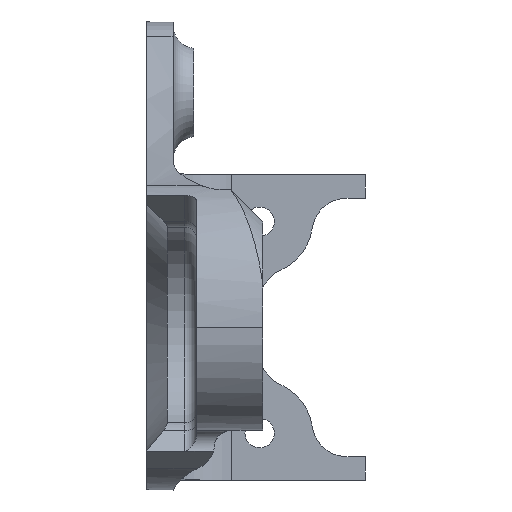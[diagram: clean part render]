
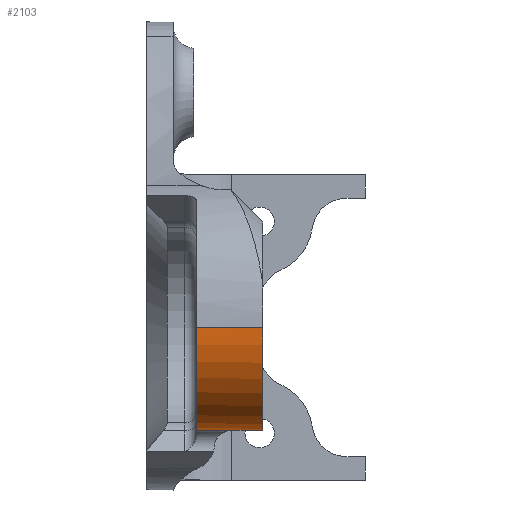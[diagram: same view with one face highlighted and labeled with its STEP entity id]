
A CAD part, front view. The second image highlights one B-rep face of the part: STEP entity #2103.
In plain terms, the highlighted cylindrical face has radius 17.5 mm (diameter 35 mm), a partial arc.
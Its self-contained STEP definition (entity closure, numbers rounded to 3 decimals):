
#47 = DIRECTION ( 'NONE',  ( 0., 0., -1. ) ) ;
#72 = EDGE_CURVE ( 'NONE', #924, #1367, #574, .T. ) ;
#107 = ORIENTED_EDGE ( 'NONE', *, *, #1461, .F. ) ;
#157 = DIRECTION ( 'NONE',  ( 1., 0., 0. ) ) ;
#161 = ORIENTED_EDGE ( 'NONE', *, *, #1370, .T. ) ;
#198 = ORIENTED_EDGE ( 'NONE', *, *, #1497, .T. ) ;
#210 = ORIENTED_EDGE ( 'NONE', *, *, #1032, .T. ) ;
#249 = CARTESIAN_POINT ( 'NONE',  ( -5.25, 0., -17.5 ) ) ;
#256 = VERTEX_POINT ( 'NONE', #854 ) ;
#396 = DIRECTION ( 'NONE',  ( -1., 0., 0. ) ) ;
#398 = VERTEX_POINT ( 'NONE', #249 ) ;
#574 = LINE ( 'NONE', #1248, #2670 ) ;
#660 = AXIS2_PLACEMENT_3D ( 'NONE', #2918, #396, #1327 ) ;
#668 = VERTEX_POINT ( 'NONE', #2198 ) ;
#745 = VECTOR ( 'NONE', #2239, 1000. ) ;
#760 = CIRCLE ( 'NONE', #2280, 17.5 ) ;
#777 = DIRECTION ( 'NONE',  ( 0., 0., -1. ) ) ;
#854 = CARTESIAN_POINT ( 'NONE',  ( -11.25, -0.61, -17.489 ) ) ;
#871 = DIRECTION ( 'NONE',  ( 0., 0., 1. ) ) ;
#924 = VERTEX_POINT ( 'NONE', #937 ) ;
#937 = CARTESIAN_POINT ( 'NONE',  ( -11.25, -17.5, 0. ) ) ;
#1032 = EDGE_CURVE ( 'NONE', #398, #2150, #1050, .T. ) ;
#1045 = CARTESIAN_POINT ( 'NONE',  ( -5.25, 0., 0. ) ) ;
#1050 = LINE ( 'NONE', #1929, #745 ) ;
#1074 = LINE ( 'NONE', #2906, #1172 ) ;
#1166 = CARTESIAN_POINT ( 'NONE',  ( 0., 0., 0. ) ) ;
#1172 = VECTOR ( 'NONE', #1982, 1000. ) ;
#1248 = CARTESIAN_POINT ( 'NONE',  ( -19.75, -17.5, 0. ) ) ;
#1327 = DIRECTION ( 'NONE',  ( 0., 0., 1. ) ) ;
#1367 = VERTEX_POINT ( 'NONE', #2398 ) ;
#1370 = EDGE_CURVE ( 'NONE', #668, #398, #1701, .T. ) ;
#1461 = EDGE_CURVE ( 'NONE', #256, #924, #2936, .T. ) ;
#1493 = EDGE_LOOP ( 'NONE', ( #161, #210, #2356, #1592, #107, #198 ) ) ;
#1497 = EDGE_CURVE ( 'NONE', #256, #668, #1074, .T. ) ;
#1572 = DIRECTION ( 'NONE',  ( 1., 0., 0. ) ) ;
#1592 = ORIENTED_EDGE ( 'NONE', *, *, #72, .F. ) ;
#1603 = AXIS2_PLACEMENT_3D ( 'NONE', #1045, #157, #871 ) ;
#1701 = CIRCLE ( 'NONE', #1603, 17.5 ) ;
#1813 = EDGE_CURVE ( 'NONE', #1367, #2150, #760, .T. ) ;
#1909 = CYLINDRICAL_SURFACE ( 'NONE', #2467, 17.5 ) ;
#1929 = CARTESIAN_POINT ( 'NONE',  ( -15.25, 0., -17.5 ) ) ;
#1982 = DIRECTION ( 'NONE',  ( 1., 0., 0. ) ) ;
#2103 = ADVANCED_FACE ( 'NONE', ( #2397 ), #1909, .T. ) ;
#2150 = VERTEX_POINT ( 'NONE', #2456 ) ;
#2198 = CARTESIAN_POINT ( 'NONE',  ( -5.25, -0.61, -17.489 ) ) ;
#2239 = DIRECTION ( 'NONE',  ( 1., 0., 0. ) ) ;
#2280 = AXIS2_PLACEMENT_3D ( 'NONE', #1166, #1572, #47 ) ;
#2356 = ORIENTED_EDGE ( 'NONE', *, *, #1813, .F. ) ;
#2397 = FACE_OUTER_BOUND ( 'NONE', #1493, .T. ) ;
#2398 = CARTESIAN_POINT ( 'NONE',  ( 0., -17.5, 0. ) ) ;
#2456 = CARTESIAN_POINT ( 'NONE',  ( 0., 0., -17.5 ) ) ;
#2467 = AXIS2_PLACEMENT_3D ( 'NONE', #2588, #2804, #777 ) ;
#2588 = CARTESIAN_POINT ( 'NONE',  ( -15.25, 0., 0. ) ) ;
#2602 = DIRECTION ( 'NONE',  ( 1., 0., 0. ) ) ;
#2670 = VECTOR ( 'NONE', #2602, 1000. ) ;
#2804 = DIRECTION ( 'NONE',  ( 1., 0., 0. ) ) ;
#2906 = CARTESIAN_POINT ( 'NONE',  ( -15.25, -0.61, -17.489 ) ) ;
#2918 = CARTESIAN_POINT ( 'NONE',  ( -11.25, 0., 0. ) ) ;
#2936 = CIRCLE ( 'NONE', #660, 17.5 ) ;
